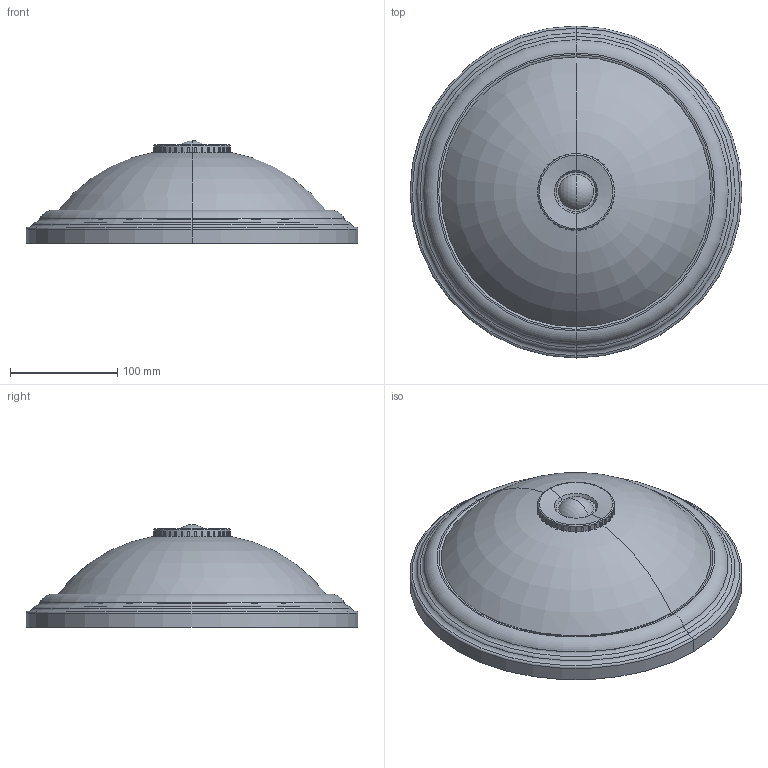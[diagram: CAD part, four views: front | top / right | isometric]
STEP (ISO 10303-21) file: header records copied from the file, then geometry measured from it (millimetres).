
FILE_DESCRIPTION (( 'STEP AP214' ), '1' );
FILE_NAME ('LNPO0-3234D-2-025-K01 Ñâåòèëüíèê ÍÏÎ3234Ä áåëûé 2õ25 ñ äàò÷èêîì äâèæåíèÿ ÈÝÊ.STEP', '2017-06-28T07:38:04', ( '' ), ( '' ), 'SwSTEP 2.0', 'SolidWorks 2014', '' );
FILE_SCHEMA (( 'AUTOMOTIVE_DESIGN' ));
Length unit declared in the file: millimetre
Products named in the file (1): LNPO0-3234D-2-025-K01 Ñâåòèëüíèê ÍÏÎ3234Ä áåëûé 2õ25 ñ äàò÷èêîì äâèæåíèÿ ÈÝÊ
Bounding box: 310 x 310 x 96 mm (x, y, z)
Volume: 2812194.9 mm3; surface area: 217040.1 mm2
Topology: 1 solids, 1 shells, 235 faces, 622 edges, 401 vertices
Faces by surface type: plane 121, torus 50, cylinder 48, cone 14, sphere 2
Entity records: 7482 total; most frequent: CARTESIAN_POINT 1475, DIRECTION 1330, ORIENTED_EDGE 1244, EDGE_CURVE 622, AXIS2_PLACEMENT_3D 544, VERTEX_POINT 401, CIRCLE 308, EDGE_LOOP 247
